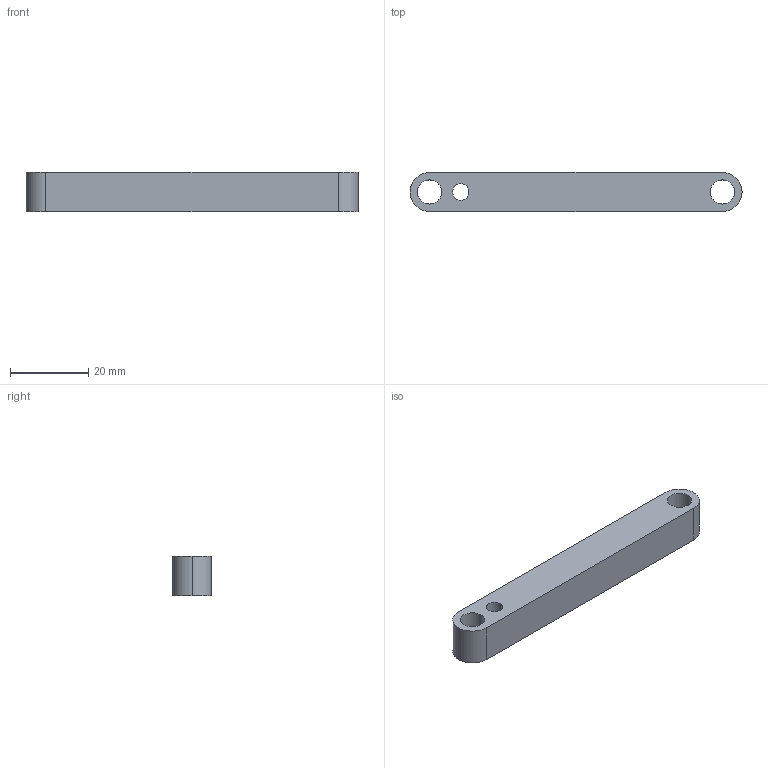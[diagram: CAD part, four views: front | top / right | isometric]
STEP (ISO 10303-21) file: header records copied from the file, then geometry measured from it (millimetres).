
FILE_DESCRIPTION (( 'STEP AP214' ), '1' );
FILE_NAME ('ALTI_USI_0013-cheminée.STEP', '2020-05-26T12:14:45', ( '' ), ( '' ), 'SwSTEP 2.0', 'SolidWorks 2016', '' );
FILE_SCHEMA (( 'AUTOMOTIVE_DESIGN' ));
Length unit declared in the file: millimetre
Products named in the file (1): ALTI_USI_0013-cheminée
Bounding box: 85 x 10 x 10 mm (x, y, z)
Volume: 7541.8 mm3; surface area: 3841.2 mm2
Topology: 1 solids, 1 shells, 15 faces, 37 edges, 24 vertices
Faces by surface type: cylinder 9, plane 4, cone 2
Entity records: 523 total; most frequent: DIRECTION 89, CARTESIAN_POINT 77, ORIENTED_EDGE 74, EDGE_CURVE 37, AXIS2_PLACEMENT_3D 36, VERTEX_POINT 24, EDGE_LOOP 21, CIRCLE 20
